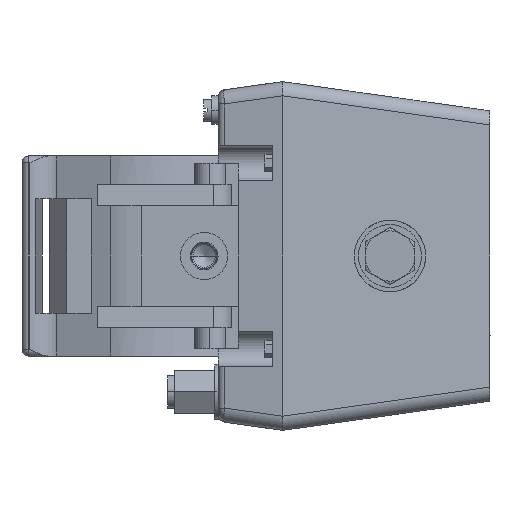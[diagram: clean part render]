
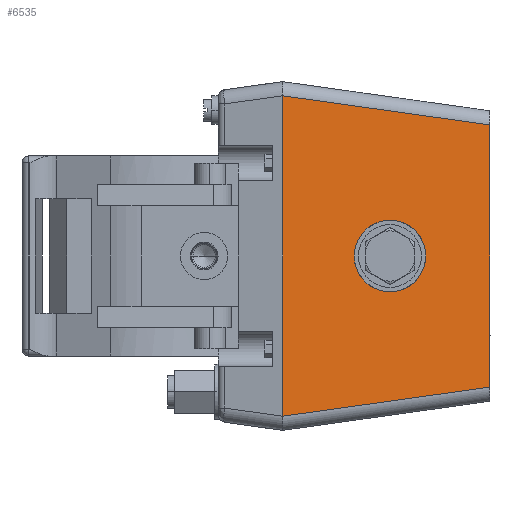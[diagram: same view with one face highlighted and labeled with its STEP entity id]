
A CAD part, left-side view. The second image highlights one B-rep face of the part: STEP entity #6535.
In plain terms, the highlighted planar face has unit normal (-0.99, -0.139, 0).
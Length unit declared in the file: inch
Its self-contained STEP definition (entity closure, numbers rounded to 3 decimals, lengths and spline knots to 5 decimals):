
#152=CARTESIAN_POINT('',(0.50946,0.,-2.29297));
#160=DIRECTION('',(0.,0.,1.));
#161=VECTOR('',#160,4.58594);
#162=CARTESIAN_POINT('',(0.50946,0.,-2.29297));
#163=LINE('',#162,#161);
#170=CARTESIAN_POINT('',(0.50946,0.,2.29297));
#894=CARTESIAN_POINT('',(0.,3.625,2.80243));
#904=DIRECTION('',(0.,0.,-1.));
#905=VECTOR('',#904,5.6049);
#906=CARTESIAN_POINT('',(0.,3.625,2.80243));
#907=LINE('',#906,#905);
#908=DIRECTION('',(0.138,-0.981,-0.138));
#909=VECTOR('',#908,3.69591);
#910=CARTESIAN_POINT('',(0.,3.625,2.80243));
#911=LINE('',#910,#909);
#912=DIRECTION('',(0.138,-0.981,0.138));
#913=VECTOR('',#912,3.69591);
#914=CARTESIAN_POINT('',(0.,3.625,-2.80246));
#915=LINE('',#914,#913);
#916=CARTESIAN_POINT('',(0.17568,2.375,0.));
#917=CARTESIAN_POINT('',(0.17568,2.375,0.07366));
#918=CARTESIAN_POINT('',(0.17942,2.34834,0.23277));
#919=CARTESIAN_POINT('',(0.19956,2.20503,0.45516));
#920=CARTESIAN_POINT('',(0.22555,2.02016,0.57438));
#921=CARTESIAN_POINT('',(0.24765,1.86288,0.61843));
#922=CARTESIAN_POINT('',(0.26351,1.75,0.62829));
#923=CARTESIAN_POINT('',(0.27938,1.63712,0.61843));
#924=CARTESIAN_POINT('',(0.30148,1.47984,0.57438));
#925=CARTESIAN_POINT('',(0.32746,1.29497,0.45516));
#926=CARTESIAN_POINT('',(0.3476,1.15166,0.23277));
#927=CARTESIAN_POINT('',(0.35135,1.125,0.07366));
#928=CARTESIAN_POINT('',(0.35135,1.125,0.));
#930=CARTESIAN_POINT('',(0.35135,1.125,0.));
#931=CARTESIAN_POINT('',(0.35135,1.125,-0.07366));
#932=CARTESIAN_POINT('',(0.3476,1.15166,
-0.23277));
#933=CARTESIAN_POINT('',(0.32746,1.29497,
-0.45516));
#934=CARTESIAN_POINT('',(0.30148,1.47984,
-0.57438));
#935=CARTESIAN_POINT('',(0.27938,1.63712,
-0.61843));
#936=CARTESIAN_POINT('',(0.26351,1.75,-0.62829));
#937=CARTESIAN_POINT('',(0.24765,1.86288,
-0.61843));
#938=CARTESIAN_POINT('',(0.22555,2.02016,
-0.57438));
#939=CARTESIAN_POINT('',(0.19956,2.20503,
-0.45516));
#940=CARTESIAN_POINT('',(0.17942,2.34834,
-0.23277));
#941=CARTESIAN_POINT('',(0.17568,2.375,-0.07366));
#942=CARTESIAN_POINT('',(0.17568,2.375,0.));
#944=CARTESIAN_POINT('',(0.,3.625,-2.80246));
#4550=VERTEX_POINT('',#170);
#4551=VERTEX_POINT('',#152);
#4562=VERTEX_POINT('',#894);
#4563=VERTEX_POINT('',#944);
#5598=VERTEX_POINT('',#916);
#5599=VERTEX_POINT('',#928);
#6517=CARTESIAN_POINT('',(0.,3.625,-4.229));
#6518=DIRECTION('',(-0.99,-0.139,0.));
#6519=DIRECTION('',(0.,0.,1.));
#6520=AXIS2_PLACEMENT_3D('',#6517,#6518,#6519);
#6521=PLANE('',#6520);
#6522=ORIENTED_EDGE('',*,*,#6223,.F.);
#6523=ORIENTED_EDGE('',*,*,#6500,.T.);
#6524=ORIENTED_EDGE('',*,*,#5663,.F.);
#6526=ORIENTED_EDGE('',*,*,#6525,.F.);
#6527=EDGE_LOOP('',(#6522,#6523,#6524,#6526));
#6528=FACE_OUTER_BOUND('',#6527,.F.);
#6530=ORIENTED_EDGE('',*,*,#6529,.F.);
#6532=ORIENTED_EDGE('',*,*,#6531,.F.);
#6533=EDGE_LOOP('',(#6530,#6532));
#6534=FACE_BOUND('',#6533,.F.);
#929=B_SPLINE_CURVE_WITH_KNOTS('',3,(#916,#917,#918,#919,#920,#921,#922,#923,
#924,#925,#926,#927,#928),.UNSPECIFIED.,.F.,.F.,(4,1,1,1,1,1,1,1,1,1,4),(0.,
0.125,0.25,0.375,0.4375,0.5,0.5625,0.625,0.75,0.875,1.),
.UNSPECIFIED.);
#943=B_SPLINE_CURVE_WITH_KNOTS('',3,(#930,#931,#932,#933,#934,#935,#936,#937,
#938,#939,#940,#941,#942),.UNSPECIFIED.,.F.,.F.,(4,1,1,1,1,1,1,1,1,1,4),(0.,
0.125,0.25,0.375,0.4375,0.5,0.5625,0.625,0.75,0.875,1.),
.UNSPECIFIED.);
#5663=EDGE_CURVE('',#4551,#4550,#163,.T.);
#6223=EDGE_CURVE('',#4562,#4563,#907,.T.);
#6500=EDGE_CURVE('',#4562,#4550,#911,.T.);
#6525=EDGE_CURVE('',#4563,#4551,#915,.T.);
#6529=EDGE_CURVE('',#5598,#5599,#929,.T.);
#6531=EDGE_CURVE('',#5599,#5598,#943,.T.);
#6535=ADVANCED_FACE('',(#6528,#6534),#6521,.T.);
